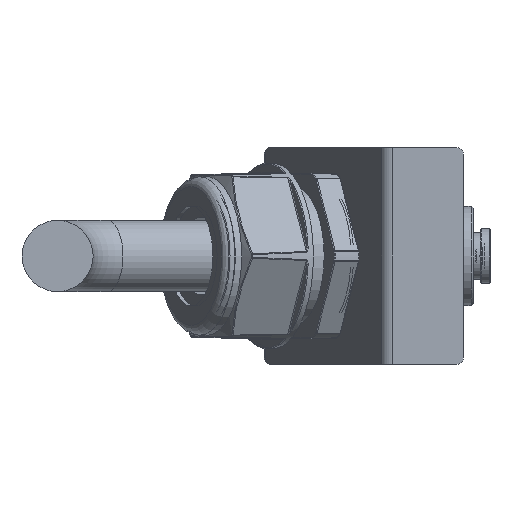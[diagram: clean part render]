
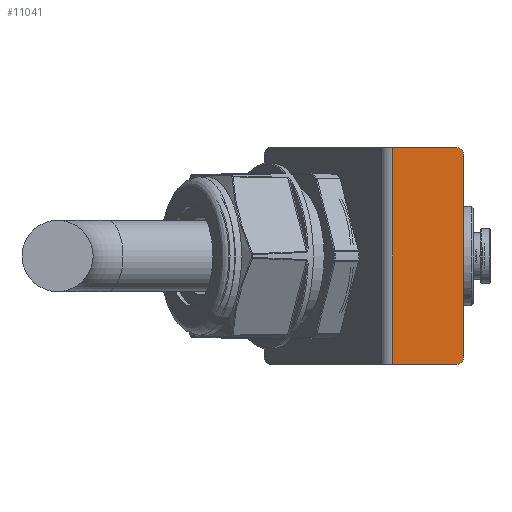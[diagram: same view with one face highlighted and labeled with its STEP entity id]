
A CAD part, left-side view. The second image highlights one B-rep face of the part: STEP entity #11041.
In plain terms, the highlighted planar face has unit normal (-1, 0, 0).
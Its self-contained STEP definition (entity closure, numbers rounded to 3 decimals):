
#30 = LINE ( 'NONE', #1949, #1175 ) ;
#176 = VECTOR ( 'NONE', #9619, 1000. ) ;
#242 = VERTEX_POINT ( 'NONE', #2803 ) ;
#307 = CARTESIAN_POINT ( 'NONE',  ( -660.588, 0., -53.658 ) ) ;
#1175 = VECTOR ( 'NONE', #10832, 1000. ) ;
#1445 = VERTEX_POINT ( 'NONE', #307 ) ;
#1870 = EDGE_CURVE ( 'NONE', #8344, #242, #6788, .T. ) ;
#1949 = CARTESIAN_POINT ( 'NONE',  ( -660.588, 0., -55.372 ) ) ;
#2120 = EDGE_LOOP ( 'NONE', ( #5030, #5898, #6618, #11978, #9005, #3744 ) ) ;
#2466 = EDGE_CURVE ( 'NONE', #3392, #1445, #7405, .T. ) ;
#2510 = DIRECTION ( 'NONE',  ( -1., 0., 0. ) ) ;
#2803 = CARTESIAN_POINT ( 'NONE',  ( -660.588, 18.078, 0. ) ) ;
#2886 = VECTOR ( 'NONE', #9163, 1000. ) ;
#3034 = CARTESIAN_POINT ( 'NONE',  ( -660.588, 1.714, -1.714 ) ) ;
#3160 = LINE ( 'NONE', #8325, #2886 ) ;
#3343 = DIRECTION ( 'NONE',  ( 0., 0., 1. ) ) ;
#3392 = VERTEX_POINT ( 'NONE', #3827 ) ;
#3744 = ORIENTED_EDGE ( 'NONE', *, *, #1870, .F. ) ;
#3827 = CARTESIAN_POINT ( 'NONE',  ( -660.588, 1.714, -55.372 ) ) ;
#4307 = CARTESIAN_POINT ( 'NONE',  ( -660.588, 0., -55.372 ) ) ;
#4847 = EDGE_CURVE ( 'NONE', #8344, #3392, #30, .T. ) ;
#5030 = ORIENTED_EDGE ( 'NONE', *, *, #4847, .T. ) ;
#5898 = ORIENTED_EDGE ( 'NONE', *, *, #2466, .T. ) ;
#6009 = FACE_OUTER_BOUND ( 'NONE', #2120, .T. ) ;
#6225 = VERTEX_POINT ( 'NONE', #9151 ) ;
#6618 = ORIENTED_EDGE ( 'NONE', *, *, #10107, .T. ) ;
#6781 = VERTEX_POINT ( 'NONE', #11427 ) ;
#6788 = LINE ( 'NONE', #8730, #176 ) ;
#6974 = DIRECTION ( 'NONE',  ( -1., 0., 0. ) ) ;
#7266 = EDGE_CURVE ( 'NONE', #242, #6225, #3160, .T. ) ;
#7405 = CIRCLE ( 'NONE', #11074, 1.714 ) ;
#7419 = PLANE ( 'NONE',  #7802 ) ;
#7802 = AXIS2_PLACEMENT_3D ( 'NONE', #10108, #2510, #3343 ) ;
#8325 = CARTESIAN_POINT ( 'NONE',  ( -660.588, 0., 0. ) ) ;
#8344 = VERTEX_POINT ( 'NONE', #11741 ) ;
#8412 = VECTOR ( 'NONE', #10294, 1000. ) ;
#8730 = CARTESIAN_POINT ( 'NONE',  ( -660.588, 18.078, -55.372 ) ) ;
#9005 = ORIENTED_EDGE ( 'NONE', *, *, #7266, .F. ) ;
#9151 = CARTESIAN_POINT ( 'NONE',  ( -660.588, 1.714, 0. ) ) ;
#9163 = DIRECTION ( 'NONE',  ( 0., -1., 0. ) ) ;
#9619 = DIRECTION ( 'NONE',  ( 0., 0., 1. ) ) ;
#9658 = EDGE_CURVE ( 'NONE', #6781, #6225, #11660, .T. ) ;
#10107 = EDGE_CURVE ( 'NONE', #1445, #6781, #12081, .T. ) ;
#10108 = CARTESIAN_POINT ( 'NONE',  ( -660.588, 0., -55.372 ) ) ;
#10294 = DIRECTION ( 'NONE',  ( 0., 0., 1. ) ) ;
#10372 = DIRECTION ( 'NONE',  ( -1., 0., 0. ) ) ;
#10832 = DIRECTION ( 'NONE',  ( 0., -1., 0. ) ) ;
#10890 = DIRECTION ( 'NONE',  ( 0., 0., 1. ) ) ;
#11041 = ADVANCED_FACE ( 'NONE', ( #6009 ), #7419, .T. ) ;
#11074 = AXIS2_PLACEMENT_3D ( 'NONE', #11459, #10372, #12416 ) ;
#11427 = CARTESIAN_POINT ( 'NONE',  ( -660.588, 0., -1.714 ) ) ;
#11459 = CARTESIAN_POINT ( 'NONE',  ( -660.588, 1.714, -53.658 ) ) ;
#11660 = CIRCLE ( 'NONE', #12687, 1.714 ) ;
#11741 = CARTESIAN_POINT ( 'NONE',  ( -660.588, 18.078, -55.372 ) ) ;
#11978 = ORIENTED_EDGE ( 'NONE', *, *, #9658, .T. ) ;
#12081 = LINE ( 'NONE', #4307, #8412 ) ;
#12416 = DIRECTION ( 'NONE',  ( 0., 0., 1. ) ) ;
#12687 = AXIS2_PLACEMENT_3D ( 'NONE', #3034, #6974, #10890 ) ;
